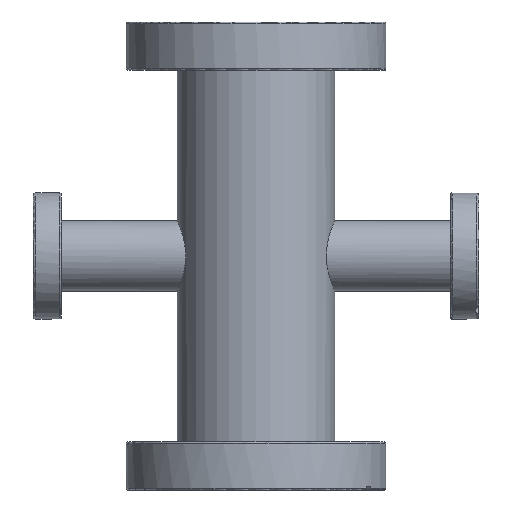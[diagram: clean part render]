
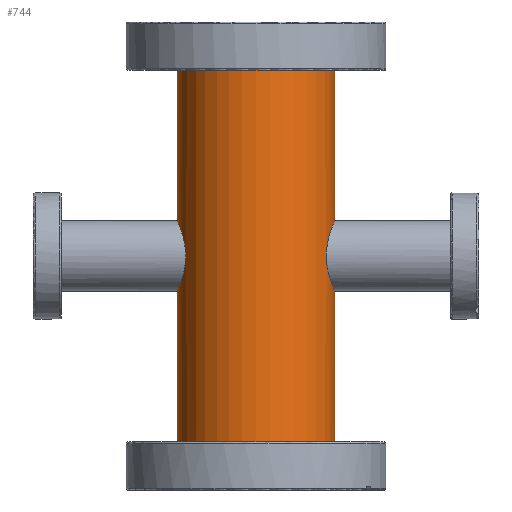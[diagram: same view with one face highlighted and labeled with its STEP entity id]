
A CAD part, left-side view. The second image highlights one B-rep face of the part: STEP entity #744.
In plain terms, the highlighted cylindrical face has radius 21.2 mm (diameter 42.4 mm), a full revolution.
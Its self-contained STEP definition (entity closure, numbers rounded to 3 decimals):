
#330=CARTESIAN_POINT('',(9.5,18.952,441.8));
#331=VERTEX_POINT('',#330);
#338=CARTESIAN_POINT('',(9.5,18.952,441.8));
#339=CARTESIAN_POINT('',(9.5,18.952,442.871));
#340=CARTESIAN_POINT('',(9.32,19.046,443.926));
#341=CARTESIAN_POINT('',(8.778,19.298,445.478));
#342=CARTESIAN_POINT('',(8.537,19.408,446.009));
#343=CARTESIAN_POINT('',(7.655,19.78,447.551));
#344=CARTESIAN_POINT('',(6.871,20.079,448.468));
#345=CARTESIAN_POINT('',(4.987,20.629,449.977));
#346=CARTESIAN_POINT('',(3.888,20.875,450.556));
#347=CARTESIAN_POINT('',(1.602,21.168,451.233));
#348=CARTESIAN_POINT('',(0.457,21.226,451.358));
#349=CARTESIAN_POINT('',(-1.846,21.151,451.191));
#350=CARTESIAN_POINT('',(-2.966,21.018,450.897));
#351=CARTESIAN_POINT('',(-5.065,20.614,449.922));
#352=CARTESIAN_POINT('',(-6.021,20.345,449.239));
#353=CARTESIAN_POINT('',(-7.697,19.775,447.508));
#354=CARTESIAN_POINT('',(-8.387,19.477,446.438));
#355=CARTESIAN_POINT('',(-9.266,19.073,444.187));
#356=CARTESIAN_POINT('',(-9.489,18.958,443.048));
#357=CARTESIAN_POINT('',(-9.51,18.947,440.743));
#358=CARTESIAN_POINT('',(-9.315,19.049,439.622));
#359=CARTESIAN_POINT('',(-8.535,19.411,437.47));
#360=CARTESIAN_POINT('',(-7.945,19.671,436.467));
#361=CARTESIAN_POINT('',(-6.37,20.239,434.639));
#362=CARTESIAN_POINT('',(-5.355,20.546,433.849));
#363=CARTESIAN_POINT('',(-3.153,20.992,432.762));
#364=CARTESIAN_POINT('',(-2.007,21.138,432.438));
#365=CARTESIAN_POINT('',(0.316,21.228,432.237));
#366=CARTESIAN_POINT('',(1.452,21.179,432.344));
#367=CARTESIAN_POINT('',(3.658,20.912,432.956));
#368=CARTESIAN_POINT('',(4.696,20.695,433.464));
#369=CARTESIAN_POINT('',(5.964,20.347,434.392));
#370=CARTESIAN_POINT('',(6.295,20.246,434.672));
#371=CARTESIAN_POINT('',(6.72,20.107,435.083));
#372=CARTESIAN_POINT('',(6.832,20.069,435.197));
#373=CARTESIAN_POINT('',(7.732,19.758,436.16));
#374=CARTESIAN_POINT('',(8.367,19.485,437.15));
#375=CARTESIAN_POINT('',(8.808,19.284,438.239));
#376=CARTESIAN_POINT('',(9.238,19.087,439.305));
#377=CARTESIAN_POINT('',(9.475,18.965,440.444));
#378=CARTESIAN_POINT('',(9.499,18.953,441.674));
#379=CARTESIAN_POINT('',(9.5,18.952,441.737));
#380=CARTESIAN_POINT('',(9.5,18.952,441.8));
#381=B_SPLINE_CURVE_WITH_KNOTS('',3,(#338,#339,#340,#341,#342,#343,#344,#345,#346,#347,#348,#349,#350,#351,#352,#353,#354,#355,#356,#357,#358,#359,#360,#361,#362,#363,#364,#365,#366,#367,#368,#369,#370,#371,#372,#373,#374,#375,#376,#377,#378,#379,#380),.UNSPECIFIED.,.T.,.U.,(4,2,2,2,2,2,2,2,2,2,2,2,2,2,2,2,2,2,3,2,4),(0.369,0.69,0.868,1.235,1.61,1.955,2.302,2.659,3.045,3.394,3.736,4.089,4.48,4.838,5.179,5.529,5.662,5.711,6.068,6.418,6.437),.UNSPECIFIED.);
#382=EDGE_CURVE('',#331,#331,#381,.T.);
#611=CARTESIAN_POINT('',(9.5,-18.952,441.8));
#612=VERTEX_POINT('',#611);
#619=CARTESIAN_POINT('',(9.5,-18.952,441.8));
#620=CARTESIAN_POINT('',(9.5,-18.952,441.671));
#621=CARTESIAN_POINT('',(9.497,-18.954,441.543));
#622=CARTESIAN_POINT('',(9.447,-18.979,440.315));
#623=CARTESIAN_POINT('',(9.214,-19.098,439.244));
#624=CARTESIAN_POINT('',(8.808,-19.284,438.239));
#625=CARTESIAN_POINT('',(8.369,-19.484,437.155));
#626=CARTESIAN_POINT('',(7.737,-19.755,436.168));
#627=CARTESIAN_POINT('',(6.094,-20.325,434.405));
#628=CARTESIAN_POINT('',(5.058,-20.622,433.658));
#629=CARTESIAN_POINT('',(2.831,-21.038,432.657));
#630=CARTESIAN_POINT('',(1.68,-21.166,432.375));
#631=CARTESIAN_POINT('',(-0.65,-21.221,432.253));
#632=CARTESIAN_POINT('',(-1.79,-21.153,432.401));
#633=CARTESIAN_POINT('',(-3.982,-20.853,433.097));
#634=CARTESIAN_POINT('',(-5.004,-20.622,433.645));
#635=CARTESIAN_POINT('',(-6.878,-20.079,435.129));
#636=CARTESIAN_POINT('',(-7.697,-19.765,436.092));
#637=CARTESIAN_POINT('',(-8.877,-19.262,438.217));
#638=CARTESIAN_POINT('',(-9.257,-19.073,439.352));
#639=CARTESIAN_POINT('',(-9.564,-18.921,441.645));
#640=CARTESIAN_POINT('',(-9.516,-18.946,442.758));
#641=CARTESIAN_POINT('',(-9.033,-19.181,444.956));
#642=CARTESIAN_POINT('',(-8.592,-19.392,446.005));
#643=CARTESIAN_POINT('',(-7.326,-19.907,447.969));
#644=CARTESIAN_POINT('',(-6.477,-20.213,448.856));
#645=CARTESIAN_POINT('',(-4.497,-20.743,450.255));
#646=CARTESIAN_POINT('',(-3.38,-20.963,450.763));
#647=CARTESIAN_POINT('',(-1.084,-21.201,451.306));
#648=CARTESIAN_POINT('',(0.053,-21.23,451.367));
#649=CARTESIAN_POINT('',(2.326,-21.103,451.083));
#650=CARTESIAN_POINT('',(3.425,-20.947,450.734));
#651=CARTESIAN_POINT('',(5.474,-20.509,449.653));
#652=CARTESIAN_POINT('',(6.401,-20.227,448.917));
#653=CARTESIAN_POINT('',(7.98,-19.66,447.102));
#654=CARTESIAN_POINT('',(8.609,-19.378,446.01));
#655=CARTESIAN_POINT('',(9.333,-19.038,443.847));
#656=CARTESIAN_POINT('',(9.5,-18.952,442.831));
#657=CARTESIAN_POINT('',(9.5,-18.952,441.8));
#658=B_SPLINE_CURVE_WITH_KNOTS('',3,(#619,#620,#621,#622,#623,#624,#625,#626,#627,#628,#629,#630,#631,#632,#633,#634,#635,#636,#637,#638,#639,#640,#641,#642,#643,#644,#645,#646,#647,#648,#649,#650,#651,#652,#653,#654,#655,#656,#657),.UNSPECIFIED.,.T.,.U.,(4,2,3,2,2,2,2,2,2,2,2,2,2,2,2,2,2,2,4),(5.701,5.739,6.069,6.425,6.812,7.167,7.512,7.863,8.247,8.608,8.942,9.286,9.66,10.03,10.371,10.718,11.078,11.459,11.769),.UNSPECIFIED.);
#659=EDGE_CURVE('',#612,#612,#658,.T.);
#670=CARTESIAN_POINT('',(-21.2,0.,383.6));
#671=VERTEX_POINT('',#670);
#672=CARTESIAN_POINT('',(0.0,0.0,383.6));
#673=DIRECTION('',(0.0,0.0,1.0));
#674=DIRECTION('',(-1.0,0.0,0.0));
#675=AXIS2_PLACEMENT_3D('',#672,#673,#674);
#676=CIRCLE('',#675,21.2);
#677=EDGE_CURVE('',#671,#671,#676,.T.);
#719=CARTESIAN_POINT('',(0.0,0.0,0.0));
#720=DIRECTION('',(0.0,0.0,1.0));
#721=DIRECTION('',(-1.0,0.0,0.0));
#722=AXIS2_PLACEMENT_3D('',#719,#720,#721);
#723=CYLINDRICAL_SURFACE('',#722,21.2);
#724=ORIENTED_EDGE('',*,*,#659,.T.);
#725=EDGE_LOOP('',(#724));
#726=FACE_OUTER_BOUND('',#725,.T.);
#727=ORIENTED_EDGE('',*,*,#382,.T.);
#728=EDGE_LOOP('',(#727));
#729=FACE_BOUND('',#728,.T.);
#730=ORIENTED_EDGE('',*,*,#677,.T.);
#731=EDGE_LOOP('',(#730));
#732=FACE_BOUND('',#731,.T.);
#733=CARTESIAN_POINT('',(21.2,0.,500.0));
#734=VERTEX_POINT('',#733);
#735=CARTESIAN_POINT('',(0.0,0.0,500.0));
#736=DIRECTION('',(0.0,0.0,-1.0));
#737=DIRECTION('',(-1.0,0.0,0.0));
#738=AXIS2_PLACEMENT_3D('',#735,#736,#737);
#739=CIRCLE('',#738,21.2);
#740=EDGE_CURVE('',#734,#734,#739,.T.);
#741=ORIENTED_EDGE('',*,*,#740,.T.);
#742=EDGE_LOOP('',(#741));
#743=FACE_BOUND('',#742,.T.);
#744=ADVANCED_FACE('',(#726,#729,#732,#743),#723,.T.);
